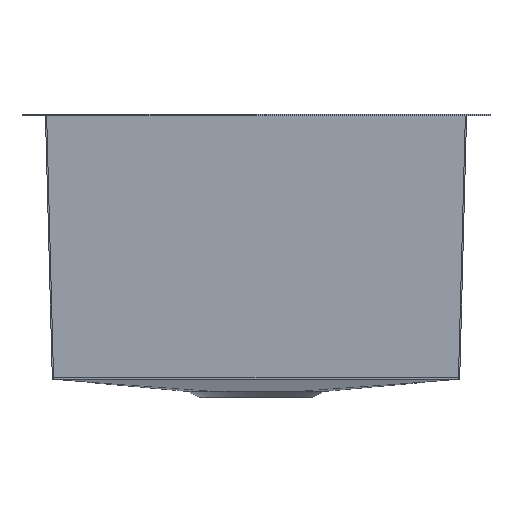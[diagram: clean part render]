
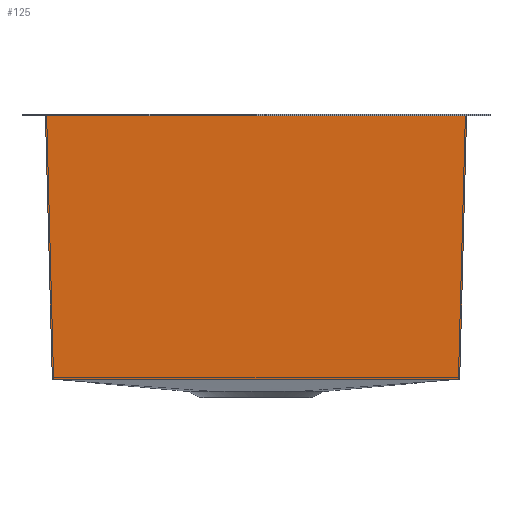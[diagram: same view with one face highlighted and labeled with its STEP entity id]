
A CAD part, front view. The second image highlights one B-rep face of the part: STEP entity #125.
In plain terms, the highlighted planar face has unit normal (0, -1, -0.026).
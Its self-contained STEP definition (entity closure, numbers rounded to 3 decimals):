
#67=LINE('',#1571,#95);
#71=LINE('',#1994,#99);
#72=LINE('',#1996,#100);
#95=VECTOR('',#630,1.);
#99=VECTOR('',#638,1.);
#100=VECTOR('',#641,1.);
#125=ADVANCED_FACE('',(#223),#141,.F.);
#141=PLANE('',#584);
#197=B_SPLINE_CURVE_WITH_KNOTS('',3,(#1764,#1765,#1766,#1767),.UNSPECIFIED.,
.F.,.F.,(4,4),(0.,1.),.UNSPECIFIED.);
#223=FACE_OUTER_BOUND('',#253,.T.);
#253=EDGE_LOOP('',(#386,#387,#388,#389));
#386=ORIENTED_EDGE('',*,*,#547,.F.);
#387=ORIENTED_EDGE('',*,*,#564,.F.);
#388=ORIENTED_EDGE('',*,*,#557,.T.);
#389=ORIENTED_EDGE('',*,*,#563,.T.);
#473=VERTEX_POINT('',#1570);
#474=VERTEX_POINT('',#1572);
#480=VERTEX_POINT('',#1663);
#481=VERTEX_POINT('',#1763);
#547=EDGE_CURVE('',#473,#474,#67,.T.);
#557=EDGE_CURVE('',#480,#481,#197,.T.);
#563=EDGE_CURVE('',#481,#474,#71,.T.);
#564=EDGE_CURVE('',#480,#473,#72,.T.);
#584=AXIS2_PLACEMENT_3D('',#1997,#642,#643);
#630=DIRECTION('',(1.,0.,0.));
#638=DIRECTION('',(0.026,-0.026,0.999));
#641=DIRECTION('',(-0.026,-0.026,0.999));
#642=DIRECTION('',(0.,1.,0.026));
#643=DIRECTION('',(0.,-0.026,1.));
#1570=CARTESIAN_POINT('',(-170.974,-200.974,-1.));
#1571=CARTESIAN_POINT('',(-190.,-200.974,-1.));
#1572=CARTESIAN_POINT('',(170.974,-200.974,-1.));
#1663=CARTESIAN_POINT('',(-165.37,-195.37,-215.));
#1763=CARTESIAN_POINT('',(165.37,-195.37,-215.));
#1764=CARTESIAN_POINT('',(-165.37,-195.37,-215.));
#1765=CARTESIAN_POINT('',(-55.123,-195.37,-215.));
#1766=CARTESIAN_POINT('',(55.123,-195.37,-215.));
#1767=CARTESIAN_POINT('',(165.37,-195.37,-215.));
#1994=CARTESIAN_POINT('',(170.883,-200.883,-4.498));
#1996=CARTESIAN_POINT('',(-170.862,-200.862,-5.282));
#1997=CARTESIAN_POINT('',(0.,-201.,-0.026));
